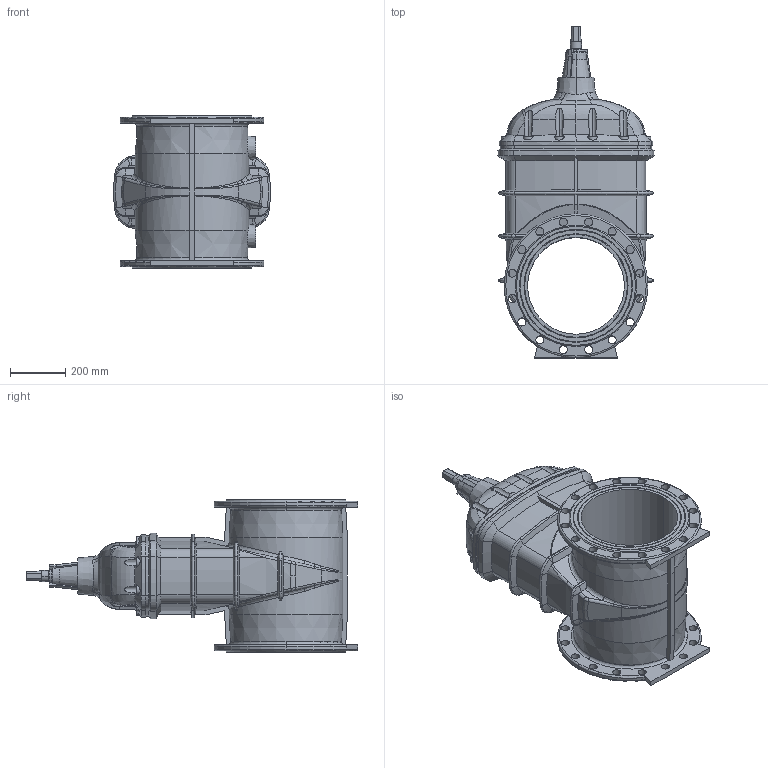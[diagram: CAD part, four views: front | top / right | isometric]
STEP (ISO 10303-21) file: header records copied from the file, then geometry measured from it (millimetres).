
FILE_DESCRIPTION (( 'STEP AP203' ), '1' );
FILE_NAME ('O_02_60_DN350.STEP', '2015-01-26T03:46:30', ( '' ), ( '' ), 'SwSTEP 2.0', 'SolidWorks 2012', '' );
FILE_SCHEMA (( 'CONFIG_CONTROL_DESIGN' ));
Length unit declared in the file: millimetre
Products named in the file (1): O_02_60_DN350
Bounding box: 566.75 x 1200 x 550 mm (x, y, z)
Volume: 85832665.8 mm3; surface area: 2760132.2 mm2
Topology: 1 solids, 1 shells, 607 faces, 1572 edges, 979 vertices
Faces by surface type: cylinder 167, cone 162, plane 116, bspline 84, torus 78
Entity records: 25924 total; most frequent: CARTESIAN_POINT 11793, ORIENTED_EDGE 3144, DIRECTION 2765, EDGE_CURVE 1572, AXIS2_PLACEMENT_3D 1161, VERTEX_POINT 979, EDGE_LOOP 685, CIRCLE 637
